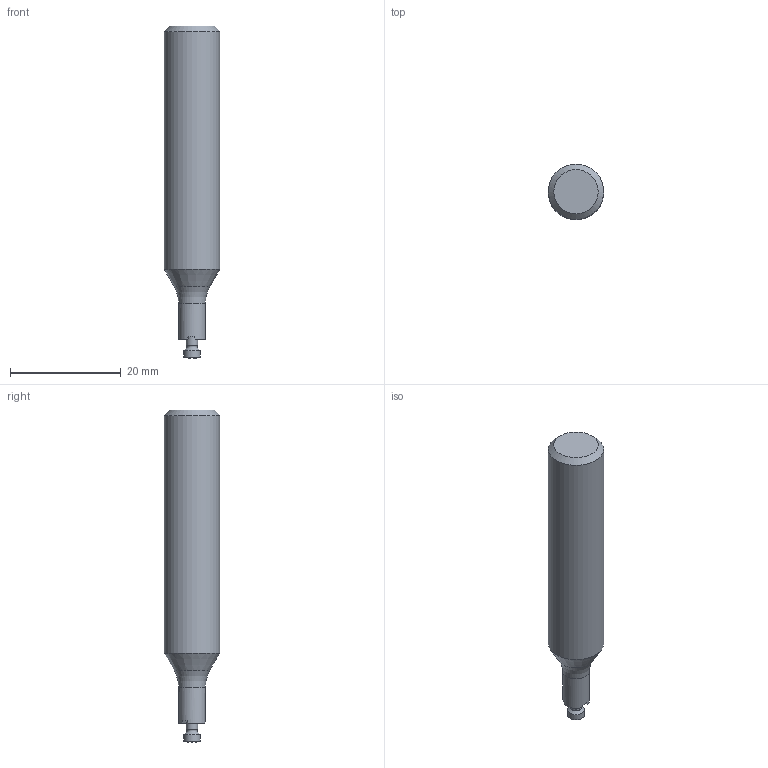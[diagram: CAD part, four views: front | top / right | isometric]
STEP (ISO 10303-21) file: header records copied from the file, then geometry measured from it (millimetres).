
FILE_DESCRIPTION(/* description */ (''),/* implementation_level */ '2;1');
FILE_NAME(/* name */ '335.14-1005.0-010-060_Detailed.stp',/* time_stamp */ '2024-08-09T16:36:06+05:00',/* author */ (''),/* organization */ (''),/* preprocessor_version */ 'ST-DEVELOPER v16.7',/* originating_system */ 'SIEMENS PLM Software NX 12.0',/* authorisation */ '');
FILE_SCHEMA (('AUTOMOTIVE_DESIGN { 1 0 10303 214 3 1 1 1 }'));
Length unit declared in the file: millimetre
Products named in the file (1): inco4148EF27xl3o
Bounding box: 10 x 10 x 59.87 mm (x, y, z)
Volume: 3792.5 mm3; surface area: 1739.2 mm2
Topology: 1 solids, 1 shells, 39 faces, 117 edges, 84 vertices
Faces by surface type: plane 15, bspline 12, cone 6, cylinder 4, torus 2
Full cylindrical faces by diameter (mm): 2.05 x1, 3 x1, 4.8 x1, 9.995 x1
Entity records: 1783 total; most frequent: CARTESIAN_POINT 798, ORIENTED_EDGE 210, DIRECTION 169, EDGE_CURVE 105, VERTEX_POINT 80, AXIS2_PLACEMENT_3D 63, EDGE_LOOP 51, LINE 43
